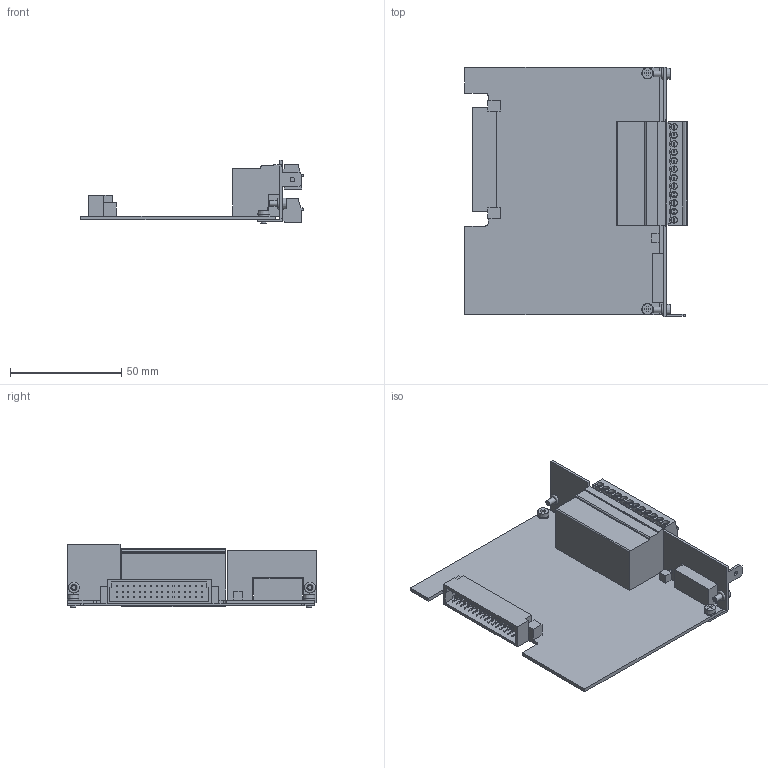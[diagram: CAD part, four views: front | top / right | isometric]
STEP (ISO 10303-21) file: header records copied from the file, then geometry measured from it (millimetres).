
FILE_DESCRIPTION(/* description */ ('STEP AP214'),/* implementation_level */ '2;1');
FILE_NAME(/* name */ '1501331_CAMC-G-S3',/* time_stamp */ '2024-08-05T16:22:12+02:00',/* author */ ('License CC BY-ND 4.0'),/* organization */ ('CADENAS'),/* preprocessor_version */ 'ST-DEVELOPER v19.3',/* originating_system */ 'PARTsolutions',/* authorisation */ ' ');
FILE_SCHEMA (('AUTOMOTIVE_DESIGN {1 0 10303 214 3 1 1}'));
Length unit declared in the file: millimetre
Products named in the file (3): 1501331 CAMC-G-S3; 1501331 CAMC-G-S3---(P1); 1660937 NEKM-C-9---(1)
Assembly tree (3 placements, depth 2):
  1501331 CAMC-G-S3
    1501331 CAMC-G-S3---(P1)
    1660937 NEKM-C-9---(1)  x2
Bounding box: 100.2 x 112.15 x 28.6 mm (x, y, z)
Volume: 51119.3 mm3; surface area: 42205.5 mm2
Topology: 3 solids, 5 shells, 1990 faces, 5133 edges, 3418 vertices
Faces by surface type: plane 1637, cylinder 341, cone 8, torus 4
Full cylindrical faces by diameter (mm): 1.6 x46, 2 x2, 2.5 x6, 2.7 x24, 2.8 x2, 2.9 x24, 5.1 x2
Entity records: 54862 total; most frequent: CARTESIAN_POINT 7916, ORIENTED_EDGE 7472, DIRECTION 7152, EDGE_CURVE 3736, LINE 3224, VECTOR 3224, VERTEX_POINT 2536, AXIS2_PLACEMENT_3D 1964
